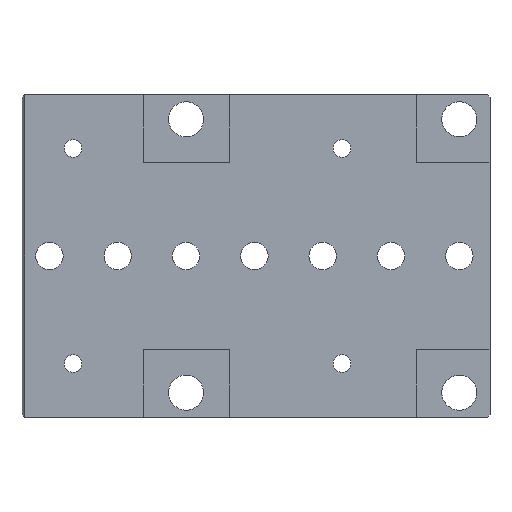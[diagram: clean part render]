
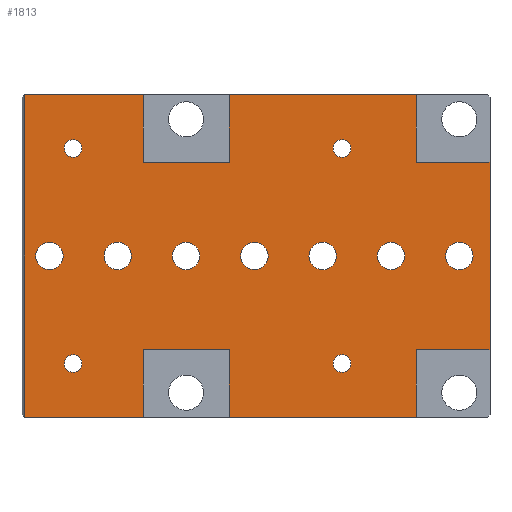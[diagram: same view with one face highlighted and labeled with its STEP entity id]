
A CAD part, front view. The second image highlights one B-rep face of the part: STEP entity #1813.
In plain terms, the highlighted planar face has unit normal (0, -1, 0).
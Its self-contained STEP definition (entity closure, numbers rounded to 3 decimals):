
#52=FACE_BOUND('',#283,.T.);
#53=FACE_BOUND('',#284,.T.);
#54=FACE_BOUND('',#285,.T.);
#55=FACE_BOUND('',#286,.T.);
#56=FACE_BOUND('',#287,.T.);
#57=FACE_BOUND('',#288,.T.);
#58=FACE_BOUND('',#289,.T.);
#59=FACE_BOUND('',#290,.T.);
#60=FACE_BOUND('',#291,.T.);
#61=FACE_BOUND('',#292,.T.);
#62=FACE_BOUND('',#293,.T.);
#95=PLANE('',#1952);
#171=FACE_OUTER_BOUND('',#282,.T.);
#282=EDGE_LOOP('',(#1454,#1455,#1456,#1457,#1458,#1459,#1460,#1461,#1462,
#1463,#1464,#1465,#1466,#1467,#1468,#1469));
#283=EDGE_LOOP('',(#1470));
#284=EDGE_LOOP('',(#1471));
#285=EDGE_LOOP('',(#1472));
#286=EDGE_LOOP('',(#1473));
#287=EDGE_LOOP('',(#1474));
#288=EDGE_LOOP('',(#1475));
#289=EDGE_LOOP('',(#1476));
#290=EDGE_LOOP('',(#1477));
#291=EDGE_LOOP('',(#1478));
#292=EDGE_LOOP('',(#1479));
#293=EDGE_LOOP('',(#1480));
#432=LINE('',#2730,#636);
#436=LINE('',#2738,#640);
#447=LINE('',#2763,#651);
#461=LINE('',#2790,#665);
#465=LINE('',#2798,#669);
#474=LINE('',#2814,#678);
#489=LINE('',#2842,#693);
#490=LINE('',#2844,#694);
#491=LINE('',#2845,#695);
#492=LINE('',#2847,#696);
#493=LINE('',#2848,#697);
#494=LINE('',#2850,#698);
#495=LINE('',#2851,#699);
#496=LINE('',#2853,#700);
#497=LINE('',#2855,#701);
#498=LINE('',#2856,#702);
#636=VECTOR('',#2183,10.);
#640=VECTOR('',#2187,10.);
#651=VECTOR('',#2206,10.);
#665=VECTOR('',#2226,10.);
#669=VECTOR('',#2230,10.);
#678=VECTOR('',#2241,10.);
#693=VECTOR('',#2274,10.);
#694=VECTOR('',#2275,10.);
#695=VECTOR('',#2276,10.);
#696=VECTOR('',#2277,10.);
#697=VECTOR('',#2278,10.);
#698=VECTOR('',#2279,10.);
#699=VECTOR('',#2280,10.);
#700=VECTOR('',#2281,10.);
#701=VECTOR('',#2282,10.);
#702=VECTOR('',#2283,10.);
#803=CIRCLE('',#1953,1.65);
#804=CIRCLE('',#1954,1.65);
#805=CIRCLE('',#1955,1.65);
#806=CIRCLE('',#1956,1.65);
#807=CIRCLE('',#1957,2.553);
#808=CIRCLE('',#1958,2.553);
#809=CIRCLE('',#1959,2.553);
#810=CIRCLE('',#1960,2.553);
#811=CIRCLE('',#1961,2.553);
#812=CIRCLE('',#1962,2.553);
#813=CIRCLE('',#1963,2.553);
#907=VERTEX_POINT('',#2727);
#908=VERTEX_POINT('',#2729);
#911=VERTEX_POINT('',#2735);
#912=VERTEX_POINT('',#2737);
#921=VERTEX_POINT('',#2760);
#922=VERTEX_POINT('',#2762);
#931=VERTEX_POINT('',#2787);
#932=VERTEX_POINT('',#2789);
#935=VERTEX_POINT('',#2795);
#936=VERTEX_POINT('',#2797);
#946=VERTEX_POINT('',#2841);
#947=VERTEX_POINT('',#2843);
#948=VERTEX_POINT('',#2846);
#949=VERTEX_POINT('',#2849);
#950=VERTEX_POINT('',#2852);
#951=VERTEX_POINT('',#2854);
#952=VERTEX_POINT('',#2857);
#953=VERTEX_POINT('',#2859);
#954=VERTEX_POINT('',#2861);
#955=VERTEX_POINT('',#2863);
#956=VERTEX_POINT('',#2865);
#957=VERTEX_POINT('',#2867);
#958=VERTEX_POINT('',#2869);
#959=VERTEX_POINT('',#2871);
#960=VERTEX_POINT('',#2873);
#961=VERTEX_POINT('',#2875);
#962=VERTEX_POINT('',#2877);
#1088=EDGE_CURVE('',#907,#908,#432,.T.);
#1092=EDGE_CURVE('',#911,#912,#436,.T.);
#1104=EDGE_CURVE('',#921,#922,#447,.T.);
#1118=EDGE_CURVE('',#931,#932,#461,.T.);
#1122=EDGE_CURVE('',#935,#936,#465,.T.);
#1131=EDGE_CURVE('',#936,#907,#474,.T.);
#1146=EDGE_CURVE('',#946,#935,#489,.T.);
#1147=EDGE_CURVE('',#947,#946,#490,.T.);
#1148=EDGE_CURVE('',#932,#947,#491,.T.);
#1149=EDGE_CURVE('',#948,#931,#492,.T.);
#1150=EDGE_CURVE('',#922,#948,#493,.T.);
#1151=EDGE_CURVE('',#949,#921,#494,.T.);
#1152=EDGE_CURVE('',#912,#949,#495,.T.);
#1153=EDGE_CURVE('',#950,#911,#496,.T.);
#1154=EDGE_CURVE('',#951,#950,#497,.T.);
#1155=EDGE_CURVE('',#908,#951,#498,.T.);
#1156=EDGE_CURVE('',#952,#952,#803,.T.);
#1157=EDGE_CURVE('',#953,#953,#804,.T.);
#1158=EDGE_CURVE('',#954,#954,#805,.T.);
#1159=EDGE_CURVE('',#955,#955,#806,.T.);
#1160=EDGE_CURVE('',#956,#956,#807,.T.);
#1161=EDGE_CURVE('',#957,#957,#808,.T.);
#1162=EDGE_CURVE('',#958,#958,#809,.T.);
#1163=EDGE_CURVE('',#959,#959,#810,.T.);
#1164=EDGE_CURVE('',#960,#960,#811,.T.);
#1165=EDGE_CURVE('',#961,#961,#812,.T.);
#1166=EDGE_CURVE('',#962,#962,#813,.T.);
#1454=ORIENTED_EDGE('',*,*,#1131,.F.);
#1455=ORIENTED_EDGE('',*,*,#1122,.F.);
#1456=ORIENTED_EDGE('',*,*,#1146,.F.);
#1457=ORIENTED_EDGE('',*,*,#1147,.F.);
#1458=ORIENTED_EDGE('',*,*,#1148,.F.);
#1459=ORIENTED_EDGE('',*,*,#1118,.F.);
#1460=ORIENTED_EDGE('',*,*,#1149,.F.);
#1461=ORIENTED_EDGE('',*,*,#1150,.F.);
#1462=ORIENTED_EDGE('',*,*,#1104,.F.);
#1463=ORIENTED_EDGE('',*,*,#1151,.F.);
#1464=ORIENTED_EDGE('',*,*,#1152,.F.);
#1465=ORIENTED_EDGE('',*,*,#1092,.F.);
#1466=ORIENTED_EDGE('',*,*,#1153,.F.);
#1467=ORIENTED_EDGE('',*,*,#1154,.F.);
#1468=ORIENTED_EDGE('',*,*,#1155,.F.);
#1469=ORIENTED_EDGE('',*,*,#1088,.F.);
#1470=ORIENTED_EDGE('',*,*,#1156,.F.);
#1471=ORIENTED_EDGE('',*,*,#1157,.F.);
#1472=ORIENTED_EDGE('',*,*,#1158,.F.);
#1473=ORIENTED_EDGE('',*,*,#1159,.F.);
#1474=ORIENTED_EDGE('',*,*,#1160,.F.);
#1475=ORIENTED_EDGE('',*,*,#1161,.F.);
#1476=ORIENTED_EDGE('',*,*,#1162,.F.);
#1477=ORIENTED_EDGE('',*,*,#1163,.F.);
#1478=ORIENTED_EDGE('',*,*,#1164,.F.);
#1479=ORIENTED_EDGE('',*,*,#1165,.F.);
#1480=ORIENTED_EDGE('',*,*,#1166,.F.);
#1813=ADVANCED_FACE('',(#171,#52,#53,#54,#55,#56,#57,#58,#59,#60,#61,#62),
#95,.F.);
#1952=AXIS2_PLACEMENT_3D('',#2840,#2272,#2273);
#1953=AXIS2_PLACEMENT_3D('',#2858,#2284,#2285);
#1954=AXIS2_PLACEMENT_3D('',#2860,#2286,#2287);
#1955=AXIS2_PLACEMENT_3D('',#2862,#2288,#2289);
#1956=AXIS2_PLACEMENT_3D('',#2864,#2290,#2291);
#1957=AXIS2_PLACEMENT_3D('',#2866,#2292,#2293);
#1958=AXIS2_PLACEMENT_3D('',#2868,#2294,#2295);
#1959=AXIS2_PLACEMENT_3D('',#2870,#2296,#2297);
#1960=AXIS2_PLACEMENT_3D('',#2872,#2298,#2299);
#1961=AXIS2_PLACEMENT_3D('',#2874,#2300,#2301);
#1962=AXIS2_PLACEMENT_3D('',#2876,#2302,#2303);
#1963=AXIS2_PLACEMENT_3D('',#2878,#2304,#2305);
#2183=DIRECTION('',(1.,0.,0.));
#2187=DIRECTION('',(1.,0.,0.));
#2206=DIRECTION('',(0.,0.,-1.));
#2226=DIRECTION('',(-1.,0.,0.));
#2230=DIRECTION('',(-1.,0.,0.));
#2241=DIRECTION('',(0.,0.,1.));
#2272=DIRECTION('center_axis',(0.,1.,0.));
#2273=DIRECTION('ref_axis',(0.,0.,1.));
#2274=DIRECTION('',(0.,0.,-1.));
#2275=DIRECTION('',(-1.,0.,0.));
#2276=DIRECTION('',(0.,0.,1.));
#2277=DIRECTION('',(0.,0.,-1.));
#2278=DIRECTION('',(-1.,0.,0.));
#2279=DIRECTION('',(1.,0.,0.));
#2280=DIRECTION('',(0.,0.,-1.));
#2281=DIRECTION('',(0.,0.,1.));
#2282=DIRECTION('',(1.,0.,0.));
#2283=DIRECTION('',(0.,0.,-1.));
#2284=DIRECTION('center_axis',(0.,-1.,0.));
#2285=DIRECTION('ref_axis',(1.,0.,0.));
#2286=DIRECTION('center_axis',(0.,-1.,0.));
#2287=DIRECTION('ref_axis',(1.,0.,0.));
#2288=DIRECTION('center_axis',(0.,-1.,0.));
#2289=DIRECTION('ref_axis',(1.,0.,0.));
#2290=DIRECTION('center_axis',(0.,-1.,0.));
#2291=DIRECTION('ref_axis',(1.,0.,0.));
#2292=DIRECTION('center_axis',(0.,-1.,0.));
#2293=DIRECTION('ref_axis',(1.,0.,0.));
#2294=DIRECTION('center_axis',(0.,-1.,0.));
#2295=DIRECTION('ref_axis',(1.,0.,0.));
#2296=DIRECTION('center_axis',(0.,-1.,0.));
#2297=DIRECTION('ref_axis',(1.,0.,0.));
#2298=DIRECTION('center_axis',(0.,-1.,0.));
#2299=DIRECTION('ref_axis',(1.,0.,0.));
#2300=DIRECTION('center_axis',(0.,-1.,0.));
#2301=DIRECTION('ref_axis',(1.,0.,0.));
#2302=DIRECTION('center_axis',(0.,-1.,0.));
#2303=DIRECTION('ref_axis',(1.,0.,0.));
#2304=DIRECTION('center_axis',(0.,-1.,0.));
#2305=DIRECTION('ref_axis',(1.,0.,0.));
#2727=CARTESIAN_POINT('',(-34.,-7.7,30.));
#2729=CARTESIAN_POINT('',(-12.,-7.7,30.));
#2730=CARTESIAN_POINT('',(30.75,-7.7,30.));
#2735=CARTESIAN_POINT('',(4.,-7.7,30.));
#2737=CARTESIAN_POINT('',(38.8,-7.7,30.));
#2738=CARTESIAN_POINT('',(30.75,-7.7,30.));
#2760=CARTESIAN_POINT('',(52.5,-7.7,17.4));
#2762=CARTESIAN_POINT('',(52.5,-7.7,-17.4));
#2763=CARTESIAN_POINT('',(52.5,-7.7,-15.));
#2787=CARTESIAN_POINT('',(38.8,-7.7,-30.));
#2789=CARTESIAN_POINT('',(4.,-7.7,-30.));
#2790=CARTESIAN_POINT('',(-12.75,-7.7,-30.));
#2795=CARTESIAN_POINT('',(-12.,-7.7,-30.));
#2797=CARTESIAN_POINT('',(-34.,-7.7,-30.));
#2798=CARTESIAN_POINT('',(-12.75,-7.7,-30.));
#2814=CARTESIAN_POINT('',(-34.,-7.7,15.));
#2840=CARTESIAN_POINT('Origin',(9.,-7.7,0.));
#2841=CARTESIAN_POINT('',(-12.,-7.7,-17.4));
#2842=CARTESIAN_POINT('',(-12.,-7.7,-30.));
#2843=CARTESIAN_POINT('',(4.,-7.7,-17.4));
#2844=CARTESIAN_POINT('',(-12.,-7.7,-17.4));
#2845=CARTESIAN_POINT('',(4.,-7.7,-17.4));
#2846=CARTESIAN_POINT('',(38.8,-7.7,-17.4));
#2847=CARTESIAN_POINT('',(38.8,-7.7,-30.));
#2848=CARTESIAN_POINT('',(38.8,-7.7,-17.4));
#2849=CARTESIAN_POINT('',(38.8,-7.7,17.4));
#2850=CARTESIAN_POINT('',(52.5,-7.7,17.4));
#2851=CARTESIAN_POINT('',(38.8,-7.7,17.4));
#2852=CARTESIAN_POINT('',(4.,-7.7,17.4));
#2853=CARTESIAN_POINT('',(4.,-7.7,30.));
#2854=CARTESIAN_POINT('',(-12.,-7.7,17.4));
#2855=CARTESIAN_POINT('',(4.,-7.7,17.4));
#2856=CARTESIAN_POINT('',(-12.,-7.7,17.4));
#2857=CARTESIAN_POINT('',(-26.65,-7.7,-20.));
#2858=CARTESIAN_POINT('Origin',(-25.,-7.7,-20.));
#2859=CARTESIAN_POINT('',(23.35,-7.7,20.));
#2860=CARTESIAN_POINT('Origin',(25.,-7.7,20.));
#2861=CARTESIAN_POINT('',(-26.65,-7.7,20.));
#2862=CARTESIAN_POINT('Origin',(-25.,-7.7,20.));
#2863=CARTESIAN_POINT('',(23.35,-7.7,-20.));
#2864=CARTESIAN_POINT('Origin',(25.,-7.7,-20.));
#2865=CARTESIAN_POINT('',(31.547,-7.7,0.));
#2866=CARTESIAN_POINT('Origin',(34.1,-7.7,0.));
#2867=CARTESIAN_POINT('',(-19.253,-7.7,0.));
#2868=CARTESIAN_POINT('Origin',(-16.7,-7.7,0.));
#2869=CARTESIAN_POINT('',(18.847,-7.7,0.));
#2870=CARTESIAN_POINT('Origin',(21.4,-7.7,0.));
#2871=CARTESIAN_POINT('',(44.247,-7.7,0.));
#2872=CARTESIAN_POINT('Origin',(46.8,-7.7,0.));
#2873=CARTESIAN_POINT('',(-6.553,-7.7,0.));
#2874=CARTESIAN_POINT('Origin',(-4.,-7.7,0.));
#2875=CARTESIAN_POINT('',(-31.953,-7.7,0.));
#2876=CARTESIAN_POINT('Origin',(-29.4,-7.7,0.));
#2877=CARTESIAN_POINT('',(6.147,-7.7,0.));
#2878=CARTESIAN_POINT('Origin',(8.7,-7.7,0.));
